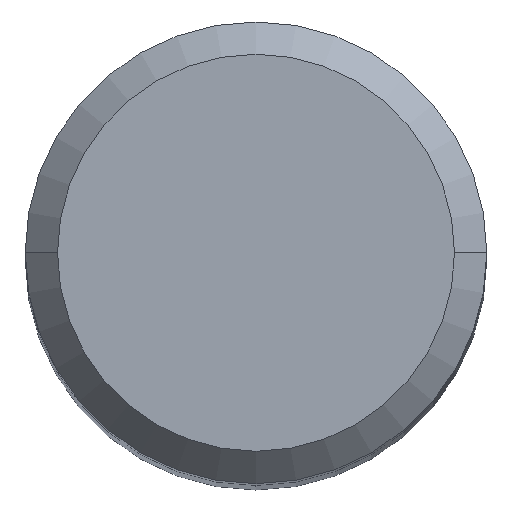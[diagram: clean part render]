
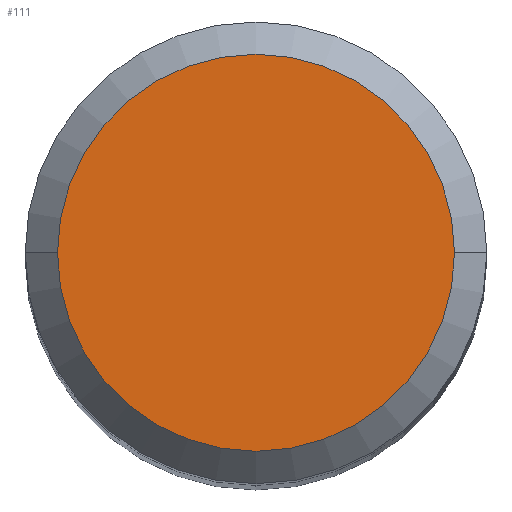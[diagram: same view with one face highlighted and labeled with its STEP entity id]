
A CAD part, top view. The second image highlights one B-rep face of the part: STEP entity #111.
In plain terms, the highlighted planar face has unit normal (0, 0, 1).
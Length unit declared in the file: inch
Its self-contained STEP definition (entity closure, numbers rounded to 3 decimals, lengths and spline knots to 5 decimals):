
#29 = EDGE_CURVE ( 'NONE', #54, #268, #416, .T. ) ;
#48 = CARTESIAN_POINT ( 'NONE',  ( 0., 0., 0. ) ) ;
#51 = AXIS2_PLACEMENT_3D ( 'NONE', #48, #367, #238 ) ;
#54 = VERTEX_POINT ( 'NONE', #237 ) ;
#69 = EDGE_CURVE ( 'NONE', #268, #54, #263, .T. ) ;
#71 = DIRECTION ( 'NONE',  ( 0., 0., -1. ) ) ;
#81 = PLANE ( 'NONE',  #136 ) ;
#111 = ADVANCED_FACE ( 'NONE', ( #247 ), #81, .F. ) ;
#112 = CARTESIAN_POINT ( 'NONE',  ( 0., 0., 0. ) ) ;
#122 = AXIS2_PLACEMENT_3D ( 'NONE', #112, #204, #301 ) ;
#136 = AXIS2_PLACEMENT_3D ( 'NONE', #336, #71, #146 ) ;
#146 = DIRECTION ( 'NONE',  ( -1., 0., 0. ) ) ;
#189 = CARTESIAN_POINT ( 'NONE',  ( 0.215, 0., 0. ) ) ;
#194 = ORIENTED_EDGE ( 'NONE', *, *, #69, .T. ) ;
#204 = DIRECTION ( 'NONE',  ( 0., 0., 1. ) ) ;
#209 = ORIENTED_EDGE ( 'NONE', *, *, #29, .T. ) ;
#227 = EDGE_LOOP ( 'NONE', ( #209, #194 ) ) ;
#237 = CARTESIAN_POINT ( 'NONE',  ( -0.215, 0., 0. ) ) ;
#238 = DIRECTION ( 'NONE',  ( 1., 0., 0. ) ) ;
#247 = FACE_OUTER_BOUND ( 'NONE', #227, .T. ) ;
#263 = CIRCLE ( 'NONE', #122, 0.215 ) ;
#268 = VERTEX_POINT ( 'NONE', #189 ) ;
#301 = DIRECTION ( 'NONE',  ( 1., 0., 0. ) ) ;
#336 = CARTESIAN_POINT ( 'NONE',  ( 0., 0., 0. ) ) ;
#367 = DIRECTION ( 'NONE',  ( 0., 0., 1. ) ) ;
#416 = CIRCLE ( 'NONE', #51, 0.215 ) ;
